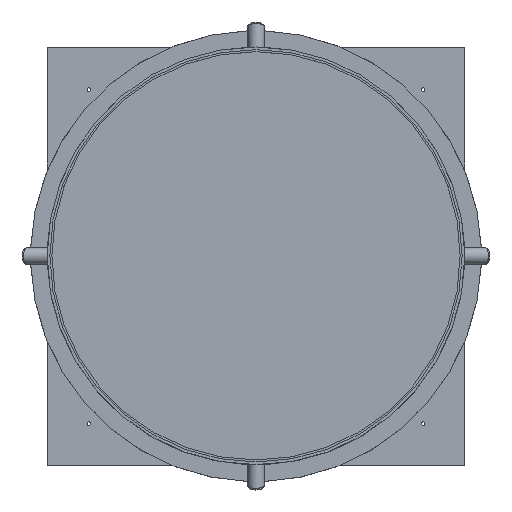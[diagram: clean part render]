
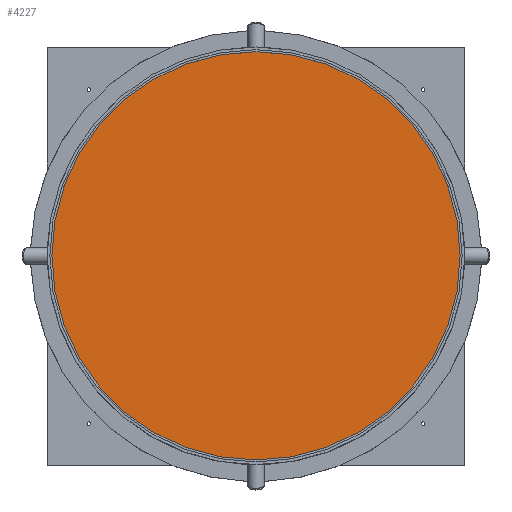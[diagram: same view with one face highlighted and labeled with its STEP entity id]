
A CAD part, top view. The second image highlights one B-rep face of the part: STEP entity #4227.
In plain terms, the highlighted planar face has unit normal (0, 0, 1).
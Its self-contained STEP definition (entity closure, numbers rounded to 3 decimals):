
#316=CIRCLE('',#4632,611.);
#495=PLANE('',#4631);
#690=FACE_OUTER_BOUND('',#982,.T.);
#982=EDGE_LOOP('',(#3642));
#2058=VERTEX_POINT('',#8167);
#2608=EDGE_CURVE('',#2058,#2058,#316,.T.);
#3642=ORIENTED_EDGE('',*,*,#2608,.T.);
#4227=ADVANCED_FACE('',(#690),#495,.T.);
#4631=AXIS2_PLACEMENT_3D('',#8166,#5628,#5629);
#4632=AXIS2_PLACEMENT_3D('',#8168,#5630,#5631);
#5628=DIRECTION('center_axis',(0.,0.,1.));
#5629=DIRECTION('ref_axis',(1.,0.,0.));
#5630=DIRECTION('center_axis',(0.,0.,1.));
#5631=DIRECTION('ref_axis',(-1.,0.,0.));
#8166=CARTESIAN_POINT('Origin',(0.,0.,550.));
#8167=CARTESIAN_POINT('',(611.,0.,550.));
#8168=CARTESIAN_POINT('Origin',(0.,0.,550.));
